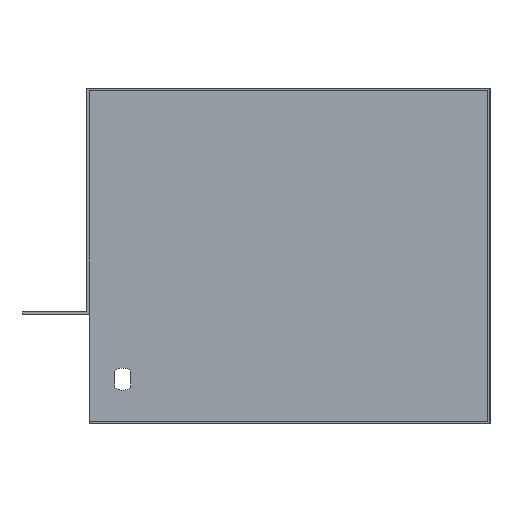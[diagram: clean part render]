
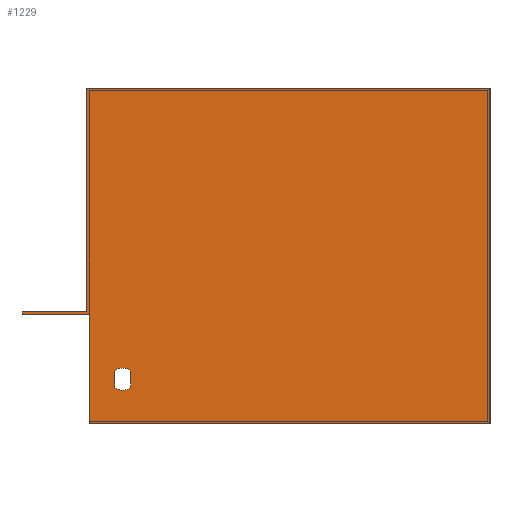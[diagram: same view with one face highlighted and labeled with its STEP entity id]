
A CAD part, left-side view. The second image highlights one B-rep face of the part: STEP entity #1229.
In plain terms, the highlighted planar face has unit normal (-1, 0, 0).
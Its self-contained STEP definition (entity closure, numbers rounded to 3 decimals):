
#12 = EDGE_LOOP ( 'NONE', ( #209, #208, #207, #206, #205, #204, #203, #202 ) ) ;
#13 = EDGE_LOOP ( 'NONE', ( #201, #200, #199, #198 ) ) ;
#72 = VERTEX_POINT ( 'NONE', #465 ) ;
#84 = VERTEX_POINT ( 'NONE', #457 ) ;
#87 = VERTEX_POINT ( 'NONE', #454 ) ;
#88 = VERTEX_POINT ( 'NONE', #453 ) ;
#96 = VERTEX_POINT ( 'NONE', #445 ) ;
#102 = VERTEX_POINT ( 'NONE', #439 ) ;
#106 = VERTEX_POINT ( 'NONE', #435 ) ;
#115 = VERTEX_POINT ( 'NONE', #426 ) ;
#118 = VERTEX_POINT ( 'NONE', #423 ) ;
#131 = VERTEX_POINT ( 'NONE', #410 ) ;
#133 = VERTEX_POINT ( 'NONE', #408 ) ;
#137 = VERTEX_POINT ( 'NONE', #404 ) ;
#151 = AXIS2_PLACEMENT_3D ( 'NONE', #783, #776, #774 ) ;
#198 = ORIENTED_EDGE ( 'NONE', *, *, #1027, .T. ) ;
#199 = ORIENTED_EDGE ( 'NONE', *, *, #1041, .T. ) ;
#200 = ORIENTED_EDGE ( 'NONE', *, *, #1036, .T. ) ;
#201 = ORIENTED_EDGE ( 'NONE', *, *, #1038, .T. ) ;
#202 = ORIENTED_EDGE ( 'NONE', *, *, #1029, .F. ) ;
#203 = ORIENTED_EDGE ( 'NONE', *, *, #707, .T. ) ;
#204 = ORIENTED_EDGE ( 'NONE', *, *, #706, .F. ) ;
#205 = ORIENTED_EDGE ( 'NONE', *, *, #705, .F. ) ;
#206 = ORIENTED_EDGE ( 'NONE', *, *, #704, .F. ) ;
#207 = ORIENTED_EDGE ( 'NONE', *, *, #703, .T. ) ;
#208 = ORIENTED_EDGE ( 'NONE', *, *, #708, .T. ) ;
#209 = ORIENTED_EDGE ( 'NONE', *, *, #702, .F. ) ;
#382 = AXIS2_PLACEMENT_3D ( 'NONE', #713, #763, #762 ) ;
#384 = AXIS2_PLACEMENT_3D ( 'NONE', #796, #795, #797 ) ;
#404 = CARTESIAN_POINT ( 'NONE',  ( 0., 209., -100. ) ) ;
#408 = CARTESIAN_POINT ( 'NONE',  ( 0., 160.5, -125.429 ) ) ;
#410 = CARTESIAN_POINT ( 'NONE',  ( 0., 179., -149. ) ) ;
#423 = CARTESIAN_POINT ( 'NONE',  ( 0., 167.5, -125.429 ) ) ;
#426 = CARTESIAN_POINT ( 'NONE',  ( 0., 180., 1. ) ) ;
#435 = CARTESIAN_POINT ( 'NONE',  ( 0., 179., -100. ) ) ;
#439 = CARTESIAN_POINT ( 'NONE',  ( 0., 0., 1. ) ) ;
#445 = CARTESIAN_POINT ( 'NONE',  ( 0., 167.5, -132.571 ) ) ;
#453 = CARTESIAN_POINT ( 'NONE',  ( 0., 0., -149. ) ) ;
#454 = CARTESIAN_POINT ( 'NONE',  ( 0., 180., -99. ) ) ;
#457 = CARTESIAN_POINT ( 'NONE',  ( 0., 209., -99. ) ) ;
#465 = CARTESIAN_POINT ( 'NONE',  ( 0., 160.5, -132.571 ) ) ;
#702 = EDGE_CURVE ( 'NONE', #106, #137, #1071, .T. ) ;
#703 = EDGE_CURVE ( 'NONE', #131, #88, #1073, .T. ) ;
#704 = EDGE_CURVE ( 'NONE', #102, #88, #1075, .T. ) ;
#705 = EDGE_CURVE ( 'NONE', #115, #102, #1077, .T. ) ;
#706 = EDGE_CURVE ( 'NONE', #87, #115, #1079, .T. ) ;
#707 = EDGE_CURVE ( 'NONE', #87, #84, #1083, .T. ) ;
#708 = EDGE_CURVE ( 'NONE', #106, #131, #1085, .T. ) ;
#713 = CARTESIAN_POINT ( 'NONE',  ( 0., 164., -129. ) ) ;
#715 = DIRECTION ( 'NONE',  ( 0., 0., 1. ) ) ;
#752 = DIRECTION ( 'NONE',  ( 0., 0., 1. ) ) ;
#754 = CARTESIAN_POINT ( 'NONE',  ( 0., 167.5, -125.429 ) ) ;
#759 = DIRECTION ( 'NONE',  ( 0., 0., -1. ) ) ;
#760 = CARTESIAN_POINT ( 'NONE',  ( 0., 160.5, -125.429 ) ) ;
#761 = CARTESIAN_POINT ( 'NONE',  ( 0., 209., -100. ) ) ;
#762 = DIRECTION ( 'NONE',  ( 0., 0., -1. ) ) ;
#763 = DIRECTION ( 'NONE',  ( 1., 0., 0. ) ) ;
#774 = DIRECTION ( 'NONE',  ( 0., 1., 0. ) ) ;
#776 = DIRECTION ( 'NONE',  ( 1., 0., 0. ) ) ;
#783 = CARTESIAN_POINT ( 'NONE',  ( 0., 179., 1. ) ) ;
#786 = PLANE ( 'NONE',  #151 ) ;
#795 = DIRECTION ( 'NONE',  ( 1., 0., 0. ) ) ;
#796 = CARTESIAN_POINT ( 'NONE',  ( 0., 164., -129. ) ) ;
#797 = DIRECTION ( 'NONE',  ( 0., 0., -1. ) ) ;
#896 = FACE_OUTER_BOUND ( 'NONE', #12, .T. ) ;
#899 = FACE_BOUND ( 'NONE', #13, .T. ) ;
#1027 = EDGE_CURVE ( 'NONE', #118, #133, #1128, .T. ) ;
#1029 = EDGE_CURVE ( 'NONE', #137, #84, #1140, .T. ) ;
#1036 = EDGE_CURVE ( 'NONE', #72, #96, #1154, .T. ) ;
#1038 = EDGE_CURVE ( 'NONE', #133, #72, #1156, .T. ) ;
#1041 = EDGE_CURVE ( 'NONE', #96, #118, #1162, .T. ) ;
#1071 = LINE ( 'NONE', #1284, #1076 ) ;
#1073 = LINE ( 'NONE', #1282, #1078 ) ;
#1075 = LINE ( 'NONE', #1294, #1080 ) ;
#1076 = VECTOR ( 'NONE', #1283, 1000. ) ;
#1077 = LINE ( 'NONE', #1287, #1082 ) ;
#1078 = VECTOR ( 'NONE', #1280, 1000. ) ;
#1079 = LINE ( 'NONE', #1281, #1084 ) ;
#1080 = VECTOR ( 'NONE', #1279, 1000. ) ;
#1082 = VECTOR ( 'NONE', #1276, 1000. ) ;
#1083 = LINE ( 'NONE', #1273, #1086 ) ;
#1084 = VECTOR ( 'NONE', #1274, 1000. ) ;
#1085 = LINE ( 'NONE', #1271, #1088 ) ;
#1086 = VECTOR ( 'NONE', #1272, 1000. ) ;
#1088 = VECTOR ( 'NONE', #1268, 1000. ) ;
#1128 = CIRCLE ( 'NONE', #384, 5. ) ;
#1140 = LINE ( 'NONE', #761, #1143 ) ;
#1143 = VECTOR ( 'NONE', #715, 1000. ) ;
#1154 = CIRCLE ( 'NONE', #382, 5. ) ;
#1156 = LINE ( 'NONE', #760, #1159 ) ;
#1159 = VECTOR ( 'NONE', #759, 1000. ) ;
#1162 = LINE ( 'NONE', #754, #1165 ) ;
#1165 = VECTOR ( 'NONE', #752, 1000. ) ;
#1229 = ADVANCED_FACE ( 'NONE', ( #896, #899 ), #786, .F. ) ;
#1268 = DIRECTION ( 'NONE',  ( 0., 0., -1. ) ) ;
#1271 = CARTESIAN_POINT ( 'NONE',  ( 0., 179., 1. ) ) ;
#1272 = DIRECTION ( 'NONE',  ( 0., 1., 0. ) ) ;
#1273 = CARTESIAN_POINT ( 'NONE',  ( 0., 179., -99. ) ) ;
#1274 = DIRECTION ( 'NONE',  ( 0., 0., 1. ) ) ;
#1276 = DIRECTION ( 'NONE',  ( 0., -1., 0. ) ) ;
#1279 = DIRECTION ( 'NONE',  ( 0., 0., -1. ) ) ;
#1280 = DIRECTION ( 'NONE',  ( 0., -1., 0. ) ) ;
#1281 = CARTESIAN_POINT ( 'NONE',  ( 0., 180., 1. ) ) ;
#1282 = CARTESIAN_POINT ( 'NONE',  ( 0., 179., -149. ) ) ;
#1283 = DIRECTION ( 'NONE',  ( 0., 1., 0. ) ) ;
#1284 = CARTESIAN_POINT ( 'NONE',  ( 0., 179., -100. ) ) ;
#1287 = CARTESIAN_POINT ( 'NONE',  ( 0., 179., 1. ) ) ;
#1294 = CARTESIAN_POINT ( 'NONE',  ( 0., 0., 1. ) ) ;
